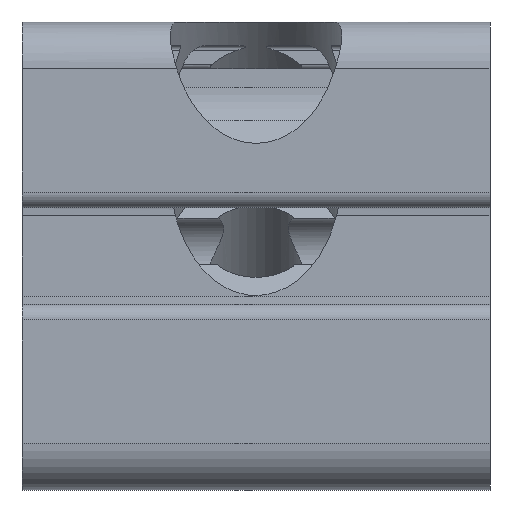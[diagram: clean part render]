
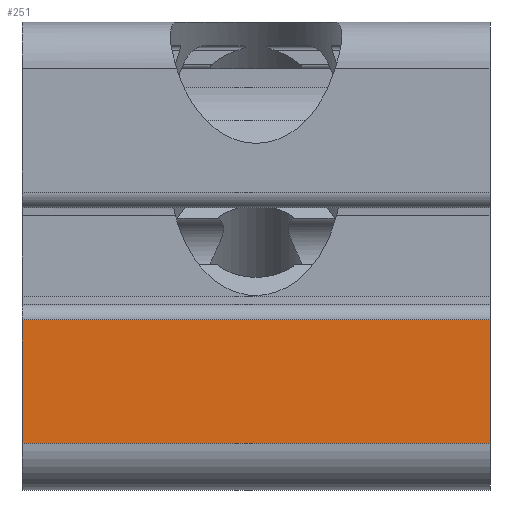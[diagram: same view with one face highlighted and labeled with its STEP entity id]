
A CAD part, left-side view. The second image highlights one B-rep face of the part: STEP entity #251.
In plain terms, the highlighted planar face has unit normal (-1, 0, 0).
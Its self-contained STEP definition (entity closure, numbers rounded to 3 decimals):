
#251 = ADVANCED_FACE( '', ( #600 ), #601, .F. );
#600 = FACE_OUTER_BOUND( '', #1051, .T. );
#601 = PLANE( '', #1052 );
#1051 = EDGE_LOOP( '', ( #1766, #1767, #1768, #1769 ) );
#1052 = AXIS2_PLACEMENT_3D( '', #1770, #1771, #1772 );
#1766 = ORIENTED_EDGE( '', *, *, #3013, .T. );
#1767 = ORIENTED_EDGE( '', *, *, #3014, .F. );
#1768 = ORIENTED_EDGE( '', *, *, #3015, .F. );
#1769 = ORIENTED_EDGE( '', *, *, #2791, .T. );
#1770 = CARTESIAN_POINT( '', ( 0., 30., -27. ) );
#1771 = DIRECTION( '', ( 1., 0., 0. ) );
#1772 = DIRECTION( '', ( 0., 0., -1. ) );
#2791 = EDGE_CURVE( '', #3373, #3371, #3374, .T. );
#3013 = EDGE_CURVE( '', #3371, #3749, #3750, .T. );
#3014 = EDGE_CURVE( '', #3751, #3749, #3752, .T. );
#3015 = EDGE_CURVE( '', #3373, #3751, #3753, .T. );
#3371 = VERTEX_POINT( '', #4227 );
#3373 = VERTEX_POINT( '', #4229 );
#3374 = LINE( '', #4230, #4231 );
#3749 = VERTEX_POINT( '', #5142 );
#3750 = LINE( '', #5143, #5144 );
#3751 = VERTEX_POINT( '', #5145 );
#3752 = LINE( '', #5146, #5147 );
#3753 = LINE( '', #5148, #5149 );
#4227 = CARTESIAN_POINT( '', ( 0., 0., -27. ) );
#4229 = CARTESIAN_POINT( '', ( 0., 30., -27. ) );
#4230 = CARTESIAN_POINT( '', ( 0., 30., -27. ) );
#4231 = VECTOR( '', #5760, 1000. );
#5142 = CARTESIAN_POINT( '', ( 0., 0., -19.1 ) );
#5143 = CARTESIAN_POINT( '', ( 0., 0., -27. ) );
#5144 = VECTOR( '', #6033, 1000. );
#5145 = CARTESIAN_POINT( '', ( 0., 30., -19.1 ) );
#5146 = CARTESIAN_POINT( '', ( 0., 30., -19.1 ) );
#5147 = VECTOR( '', #6034, 1000. );
#5148 = CARTESIAN_POINT( '', ( 0., 30., -27. ) );
#5149 = VECTOR( '', #6035, 1000. );
#5760 = DIRECTION( '', ( 0., -1., 0. ) );
#6033 = DIRECTION( '', ( 0., 0., 1. ) );
#6034 = DIRECTION( '', ( 0., -1., 0. ) );
#6035 = DIRECTION( '', ( 0., 0., 1. ) );
